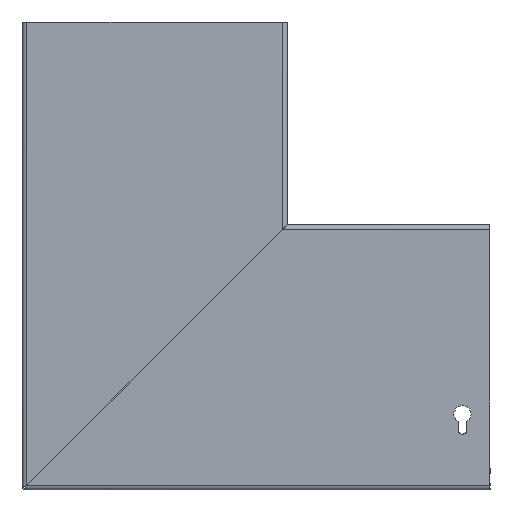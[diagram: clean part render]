
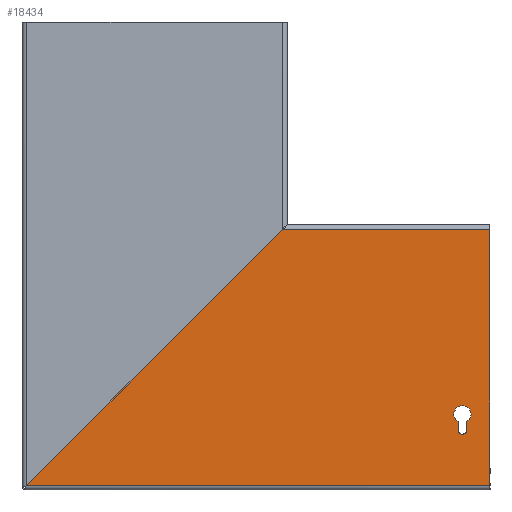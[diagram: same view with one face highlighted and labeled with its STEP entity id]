
A CAD part, left-side view. The second image highlights one B-rep face of the part: STEP entity #18434.
In plain terms, the highlighted planar face has unit normal (-1, 0, 0).
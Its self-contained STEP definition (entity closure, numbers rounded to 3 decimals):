
#169 = CARTESIAN_POINT ( 'NONE',  ( 0., -199.95, 37.55 ) ) ;
#723 = CARTESIAN_POINT ( 'NONE',  ( 0., -194.45, 42.787 ) ) ;
#771 = AXIS2_PLACEMENT_3D ( 'NONE', #18566, #10021, #1435 ) ;
#1025 = CIRCLE ( 'NONE', #11462, 5.5 ) ;
#1155 = DIRECTION ( 'NONE',  ( 0., 1., 0. ) ) ;
#1287 = EDGE_LOOP ( 'NONE', ( #4013, #14846, #11279, #2612 ) ) ;
#1435 = DIRECTION ( 'NONE',  ( 0., 1., 0. ) ) ;
#1523 = EDGE_CURVE ( 'NONE', #2566, #3055, #12417, .T. ) ;
#1555 = ORIENTED_EDGE ( 'NONE', *, *, #5458, .F. ) ;
#1722 = CIRCLE ( 'NONE', #771, 2.75 ) ;
#1849 = VECTOR ( 'NONE', #10750, 1000. ) ;
#2054 = CARTESIAN_POINT ( 'NONE',  ( 0., -194.45, 37.55 ) ) ;
#2285 = LINE ( 'NONE', #169, #12807 ) ;
#2329 = LINE ( 'NONE', #2054, #1849 ) ;
#2440 = CARTESIAN_POINT ( 'NONE',  ( 0., -197.2, 47.55 ) ) ;
#2511 = AXIS2_PLACEMENT_3D ( 'NONE', #16410, #7843, #17827 ) ;
#2566 = VERTEX_POINT ( 'NONE', #12312 ) ;
#2612 = ORIENTED_EDGE ( 'NONE', *, *, #17777, .F. ) ;
#3045 = DIRECTION ( 'NONE',  ( 0., 0., -1. ) ) ;
#3054 = EDGE_CURVE ( 'NONE', #3055, #13370, #2329, .T. ) ;
#3055 = VERTEX_POINT ( 'NONE', #723 ) ;
#3424 = VERTEX_POINT ( 'NONE', #6196 ) ;
#3896 = DIRECTION ( 'NONE',  ( 0., 1., 0. ) ) ;
#3920 = CARTESIAN_POINT ( 'NONE',  ( 0., 382.95, 2.05 ) ) ;
#4013 = ORIENTED_EDGE ( 'NONE', *, *, #4743, .F. ) ;
#4625 = CARTESIAN_POINT ( 'NONE',  ( 0., -214.85, 166.05 ) ) ;
#4743 = EDGE_CURVE ( 'NONE', #8021, #7453, #17289, .T. ) ;
#4803 = DIRECTION ( 'NONE',  ( 0., -1., 0. ) ) ;
#5458 = EDGE_CURVE ( 'NONE', #5983, #14080, #2285, .T. ) ;
#5903 = VECTOR ( 'NONE', #16663, 1000. ) ;
#5983 = VERTEX_POINT ( 'NONE', #16967 ) ;
#6196 = CARTESIAN_POINT ( 'NONE',  ( 0., -214.85, 2.05 ) ) ;
#6521 = VERTEX_POINT ( 'NONE', #4625 ) ;
#6675 = CARTESIAN_POINT ( 'NONE',  ( 0., 82.049, 2.05 ) ) ;
#7314 = CARTESIAN_POINT ( 'NONE',  ( 0., -214.85, 166.05 ) ) ;
#7337 = EDGE_CURVE ( 'NONE', #8021, #3424, #7988, .T. ) ;
#7453 = VERTEX_POINT ( 'NONE', #9882 ) ;
#7843 = DIRECTION ( 'NONE',  ( -1., 0., 0. ) ) ;
#7988 = LINE ( 'NONE', #3920, #11745 ) ;
#8021 = VERTEX_POINT ( 'NONE', #6675 ) ;
#8063 = ORIENTED_EDGE ( 'NONE', *, *, #10080, .F. ) ;
#8980 = DIRECTION ( 'NONE',  ( 0., 1., 0. ) ) ;
#9285 = FACE_BOUND ( 'NONE', #17046, .T. ) ;
#9736 = DIRECTION ( 'NONE',  ( -1., 0., 0. ) ) ;
#9882 = CARTESIAN_POINT ( 'NONE',  ( 0., -81.951, 166.05 ) ) ;
#10021 = DIRECTION ( 'NONE',  ( -1., 0., 0. ) ) ;
#10080 = EDGE_CURVE ( 'NONE', #13370, #5983, #1722, .T. ) ;
#10473 = ORIENTED_EDGE ( 'NONE', *, *, #10940, .F. ) ;
#10541 = CARTESIAN_POINT ( 'NONE',  ( 0., -202.7, 47.55 ) ) ;
#10742 = AXIS2_PLACEMENT_3D ( 'NONE', #2440, #12449, #3896 ) ;
#10750 = DIRECTION ( 'NONE',  ( 0., 0., -1. ) ) ;
#10940 = EDGE_CURVE ( 'NONE', #14080, #16073, #1025, .T. ) ;
#11279 = ORIENTED_EDGE ( 'NONE', *, *, #13239, .F. ) ;
#11462 = AXIS2_PLACEMENT_3D ( 'NONE', #18300, #9736, #1155 ) ;
#11639 = ORIENTED_EDGE ( 'NONE', *, *, #3054, .F. ) ;
#11686 = ORIENTED_EDGE ( 'NONE', *, *, #1523, .F. ) ;
#11745 = VECTOR ( 'NONE', #12483, 1000. ) ;
#11800 = PLANE ( 'NONE',  #14928 ) ;
#11898 = LINE ( 'NONE', #7314, #15302 ) ;
#11915 = CARTESIAN_POINT ( 'NONE',  ( 0., 382.95, 166.05 ) ) ;
#12312 = CARTESIAN_POINT ( 'NONE',  ( 0., -191.7, 47.55 ) ) ;
#12417 = CIRCLE ( 'NONE', #10742, 5.5 ) ;
#12449 = DIRECTION ( 'NONE',  ( -1., 0., 0. ) ) ;
#12483 = DIRECTION ( 'NONE',  ( 0., -1., 0. ) ) ;
#12807 = VECTOR ( 'NONE', #14466, 1000. ) ;
#13116 = EDGE_CURVE ( 'NONE', #16073, #2566, #13736, .T. ) ;
#13239 = EDGE_CURVE ( 'NONE', #6521, #3424, #11898, .T. ) ;
#13370 = VERTEX_POINT ( 'NONE', #16309 ) ;
#13555 = FACE_OUTER_BOUND ( 'NONE', #1287, .T. ) ;
#13736 = CIRCLE ( 'NONE', #2511, 5.5 ) ;
#13790 = CARTESIAN_POINT ( 'NONE',  ( 0., 150.5, -66.4 ) ) ;
#14022 = VECTOR ( 'NONE', #4803, 1000. ) ;
#14080 = VERTEX_POINT ( 'NONE', #15299 ) ;
#14459 = LINE ( 'NONE', #11915, #14022 ) ;
#14466 = DIRECTION ( 'NONE',  ( 0., 0., 1. ) ) ;
#14695 = CARTESIAN_POINT ( 'NONE',  ( 0., 382.95, 166.05 ) ) ;
#14846 = ORIENTED_EDGE ( 'NONE', *, *, #7337, .T. ) ;
#14928 = AXIS2_PLACEMENT_3D ( 'NONE', #14695, #17536, #8980 ) ;
#15299 = CARTESIAN_POINT ( 'NONE',  ( 0., -199.95, 42.787 ) ) ;
#15302 = VECTOR ( 'NONE', #3045, 1000. ) ;
#16073 = VERTEX_POINT ( 'NONE', #10541 ) ;
#16309 = CARTESIAN_POINT ( 'NONE',  ( 0., -194.45, 37.55 ) ) ;
#16410 = CARTESIAN_POINT ( 'NONE',  ( 0., -197.2, 47.55 ) ) ;
#16663 = DIRECTION ( 'NONE',  ( 0., -0.707, 0.707 ) ) ;
#16967 = CARTESIAN_POINT ( 'NONE',  ( 0., -199.95, 37.55 ) ) ;
#17046 = EDGE_LOOP ( 'NONE', ( #10473, #1555, #8063, #11639, #11686, #17343 ) ) ;
#17289 = LINE ( 'NONE', #13790, #5903 ) ;
#17343 = ORIENTED_EDGE ( 'NONE', *, *, #13116, .F. ) ;
#17536 = DIRECTION ( 'NONE',  ( -1., 0., 0. ) ) ;
#17777 = EDGE_CURVE ( 'NONE', #7453, #6521, #14459, .T. ) ;
#17827 = DIRECTION ( 'NONE',  ( 0., 1., 0. ) ) ;
#18300 = CARTESIAN_POINT ( 'NONE',  ( 0., -197.2, 47.55 ) ) ;
#18434 = ADVANCED_FACE ( 'NONE', ( #13555, #9285 ), #11800, .T. ) ;
#18566 = CARTESIAN_POINT ( 'NONE',  ( 0., -197.2, 37.55 ) ) ;
